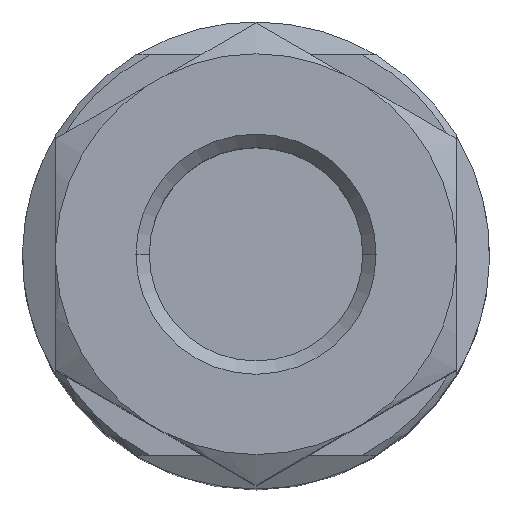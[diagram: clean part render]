
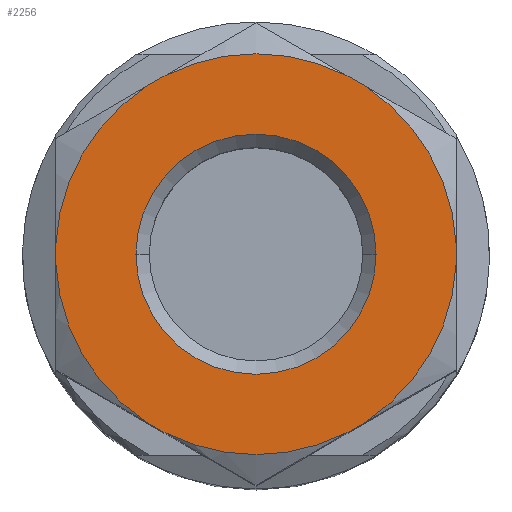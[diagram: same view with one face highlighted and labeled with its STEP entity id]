
A CAD part, top view. The second image highlights one B-rep face of the part: STEP entity #2256.
In plain terms, the highlighted planar face has unit normal (0, 0, 1).
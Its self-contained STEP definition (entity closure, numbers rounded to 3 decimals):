
#28 = DIRECTION ( 'NONE',  ( 0., 0., -1. ) ) ;
#38 = EDGE_CURVE ( 'NONE', #1876, #1522, #577, .T. ) ;
#73 = CARTESIAN_POINT ( 'NONE',  ( 15., -8.66, 26. ) ) ;
#91 = VERTEX_POINT ( 'NONE', #316 ) ;
#159 = DIRECTION ( 'NONE',  ( 0., 0., -1. ) ) ;
#235 = DIRECTION ( 'NONE',  ( 1., 0., 0. ) ) ;
#269 = CARTESIAN_POINT ( 'NONE',  ( 8.18, -12.598, 26. ) ) ;
#275 = CARTESIAN_POINT ( 'NONE',  ( -9., 0., 26. ) ) ;
#276 = CARTESIAN_POINT ( 'NONE',  ( -15., 8.66, 26. ) ) ;
#316 = CARTESIAN_POINT ( 'NONE',  ( 15., 0.785, 26. ) ) ;
#365 = VERTEX_POINT ( 'NONE', #269 ) ;
#399 = VECTOR ( 'NONE', #970, 1000. ) ;
#406 = ORIENTED_EDGE ( 'NONE', *, *, #3273, .T. ) ;
#442 = ORIENTED_EDGE ( 'NONE', *, *, #792, .F. ) ;
#458 = AXIS2_PLACEMENT_3D ( 'NONE', #2872, #2612, #235 ) ;
#476 = CARTESIAN_POINT ( 'NONE',  ( 0., 0., 26. ) ) ;
#503 = CIRCLE ( 'NONE', #2163, 15.021 ) ;
#528 = VERTEX_POINT ( 'NONE', #906 ) ;
#539 = DIRECTION ( 'NONE',  ( 0., 0., 1. ) ) ;
#545 = CARTESIAN_POINT ( 'NONE',  ( 0., 0., 26. ) ) ;
#577 = LINE ( 'NONE', #1858, #1542 ) ;
#579 = ORIENTED_EDGE ( 'NONE', *, *, #2615, .F. ) ;
#632 = ORIENTED_EDGE ( 'NONE', *, *, #2261, .T. ) ;
#718 = ORIENTED_EDGE ( 'NONE', *, *, #38, .T. ) ;
#719 = VECTOR ( 'NONE', #1631, 1000. ) ;
#792 = EDGE_CURVE ( 'NONE', #1876, #2159, #3368, .T. ) ;
#819 = CARTESIAN_POINT ( 'NONE',  ( 0., 17.321, 26. ) ) ;
#845 = CARTESIAN_POINT ( 'NONE',  ( 0., 0., 26. ) ) ;
#862 = EDGE_CURVE ( 'NONE', #1787, #91, #3381, .T. ) ;
#878 = CIRCLE ( 'NONE', #2668, 15.021 ) ;
#906 = CARTESIAN_POINT ( 'NONE',  ( 9., 0., 26. ) ) ;
#943 = ORIENTED_EDGE ( 'NONE', *, *, #1141, .T. ) ;
#955 = DIRECTION ( 'NONE',  ( 0., 0., 1. ) ) ;
#970 = DIRECTION ( 'NONE',  ( -0.866, 0.5, 0. ) ) ;
#986 = CARTESIAN_POINT ( 'NONE',  ( 15., 8.66, 26. ) ) ;
#987 = VECTOR ( 'NONE', #2395, 1000. ) ;
#1005 = ORIENTED_EDGE ( 'NONE', *, *, #2574, .F. ) ;
#1018 = CARTESIAN_POINT ( 'NONE',  ( 0., 0., 26. ) ) ;
#1052 = AXIS2_PLACEMENT_3D ( 'NONE', #1483, #159, #1450 ) ;
#1072 = VERTEX_POINT ( 'NONE', #2513 ) ;
#1099 = DIRECTION ( 'NONE',  ( 1., 0., 0. ) ) ;
#1113 = LINE ( 'NONE', #1705, #1223 ) ;
#1127 = DIRECTION ( 'NONE',  ( 0.866, 0.5, 0. ) ) ;
#1141 = EDGE_CURVE ( 'NONE', #1787, #1898, #1234, .T. ) ;
#1211 = AXIS2_PLACEMENT_3D ( 'NONE', #545, #28, #1595 ) ;
#1223 = VECTOR ( 'NONE', #1127, 1000. ) ;
#1234 = LINE ( 'NONE', #986, #399 ) ;
#1281 = CARTESIAN_POINT ( 'NONE',  ( -15., 0.785, 26. ) ) ;
#1299 = DIRECTION ( 'NONE',  ( 0., 0., -1. ) ) ;
#1307 = EDGE_LOOP ( 'NONE', ( #1005, #579 ) ) ;
#1365 = DIRECTION ( 'NONE',  ( 1., 0., 0. ) ) ;
#1376 = CARTESIAN_POINT ( 'NONE',  ( 0., 0., 26. ) ) ;
#1379 = ORIENTED_EDGE ( 'NONE', *, *, #2093, .T. ) ;
#1385 = CARTESIAN_POINT ( 'NONE',  ( 6.82, 13.383, 26. ) ) ;
#1386 = AXIS2_PLACEMENT_3D ( 'NONE', #476, #955, #3078 ) ;
#1450 = DIRECTION ( 'NONE',  ( 1., 0., 0. ) ) ;
#1483 = CARTESIAN_POINT ( 'NONE',  ( 0., 0., 26. ) ) ;
#1508 = EDGE_CURVE ( 'NONE', #1657, #2159, #2650, .T. ) ;
#1522 = VERTEX_POINT ( 'NONE', #3074 ) ;
#1542 = VECTOR ( 'NONE', #1607, 1000. ) ;
#1574 = ORIENTED_EDGE ( 'NONE', *, *, #862, .F. ) ;
#1595 = DIRECTION ( 'NONE',  ( -1., 0., 0. ) ) ;
#1607 = DIRECTION ( 'NONE',  ( 0.866, -0.5, 0. ) ) ;
#1612 = CIRCLE ( 'NONE', #458, 9. ) ;
#1631 = DIRECTION ( 'NONE',  ( 0., 1., 0. ) ) ;
#1657 = VERTEX_POINT ( 'NONE', #1281 ) ;
#1674 = ORIENTED_EDGE ( 'NONE', *, *, #1796, .F. ) ;
#1705 = CARTESIAN_POINT ( 'NONE',  ( 0., -17.321, 26. ) ) ;
#1787 = VERTEX_POINT ( 'NONE', #2463 ) ;
#1796 = EDGE_CURVE ( 'NONE', #2193, #1898, #503, .T. ) ;
#1838 = EDGE_CURVE ( 'NONE', #2564, #365, #2770, .T. ) ;
#1858 = CARTESIAN_POINT ( 'NONE',  ( -15., -8.66, 26. ) ) ;
#1865 = DIRECTION ( 'NONE',  ( 1., 0., 0. ) ) ;
#1875 = EDGE_CURVE ( 'NONE', #1657, #2004, #2600, .T. ) ;
#1876 = VERTEX_POINT ( 'NONE', #2654 ) ;
#1897 = AXIS2_PLACEMENT_3D ( 'NONE', #1018, #1299, #2720 ) ;
#1898 = VERTEX_POINT ( 'NONE', #1385 ) ;
#1928 = EDGE_LOOP ( 'NONE', ( #2644, #632, #1574, #943, #1674, #1379, #2868, #2480, #442, #718, #2695, #406 ) ) ;
#2004 = VERTEX_POINT ( 'NONE', #2739 ) ;
#2034 = CARTESIAN_POINT ( 'NONE',  ( -15., -0.785, 26. ) ) ;
#2093 = EDGE_CURVE ( 'NONE', #2193, #2004, #2563, .T. ) ;
#2159 = VERTEX_POINT ( 'NONE', #2034 ) ;
#2163 = AXIS2_PLACEMENT_3D ( 'NONE', #845, #2726, #1365 ) ;
#2181 = VERTEX_POINT ( 'NONE', #275 ) ;
#2193 = VERTEX_POINT ( 'NONE', #2412 ) ;
#2222 = CIRCLE ( 'NONE', #1386, 9. ) ;
#2256 = ADVANCED_FACE ( 'NONE', ( #2649, #2393 ), #2985, .T. ) ;
#2261 = EDGE_CURVE ( 'NONE', #2564, #91, #2721, .T. ) ;
#2274 = AXIS2_PLACEMENT_3D ( 'NONE', #2692, #2433, #1865 ) ;
#2284 = EDGE_CURVE ( 'NONE', #1072, #1522, #878, .T. ) ;
#2393 = FACE_OUTER_BOUND ( 'NONE', #1928, .T. ) ;
#2395 = DIRECTION ( 'NONE',  ( 0., -1., 0. ) ) ;
#2412 = CARTESIAN_POINT ( 'NONE',  ( -6.82, 13.383, 26. ) ) ;
#2433 = DIRECTION ( 'NONE',  ( 0., 0., -1. ) ) ;
#2463 = CARTESIAN_POINT ( 'NONE',  ( 8.18, 12.598, 26. ) ) ;
#2480 = ORIENTED_EDGE ( 'NONE', *, *, #1508, .T. ) ;
#2513 = CARTESIAN_POINT ( 'NONE',  ( 6.82, -13.383, 26. ) ) ;
#2546 = VECTOR ( 'NONE', #3357, 1000. ) ;
#2563 = LINE ( 'NONE', #2579, #2546 ) ;
#2564 = VERTEX_POINT ( 'NONE', #2843 ) ;
#2574 = EDGE_CURVE ( 'NONE', #528, #2181, #2222, .T. ) ;
#2579 = CARTESIAN_POINT ( 'NONE',  ( 0., 17.321, 26. ) ) ;
#2600 = CIRCLE ( 'NONE', #1211, 15.021 ) ;
#2612 = DIRECTION ( 'NONE',  ( 0., 0., 1. ) ) ;
#2615 = EDGE_CURVE ( 'NONE', #2181, #528, #1612, .T. ) ;
#2644 = ORIENTED_EDGE ( 'NONE', *, *, #1838, .F. ) ;
#2649 = FACE_BOUND ( 'NONE', #1307, .T. ) ;
#2650 = LINE ( 'NONE', #276, #987 ) ;
#2654 = CARTESIAN_POINT ( 'NONE',  ( -8.18, -12.598, 26. ) ) ;
#2668 = AXIS2_PLACEMENT_3D ( 'NONE', #1376, #3174, #1099 ) ;
#2692 = CARTESIAN_POINT ( 'NONE',  ( 0., 0., 26. ) ) ;
#2695 = ORIENTED_EDGE ( 'NONE', *, *, #2284, .F. ) ;
#2720 = DIRECTION ( 'NONE',  ( 1., 0., 0. ) ) ;
#2721 = LINE ( 'NONE', #73, #719 ) ;
#2726 = DIRECTION ( 'NONE',  ( 0., 0., -1. ) ) ;
#2739 = CARTESIAN_POINT ( 'NONE',  ( -8.18, 12.598, 26. ) ) ;
#2770 = CIRCLE ( 'NONE', #2274, 15.021 ) ;
#2843 = CARTESIAN_POINT ( 'NONE',  ( 15., -0.785, 26. ) ) ;
#2868 = ORIENTED_EDGE ( 'NONE', *, *, #1875, .F. ) ;
#2872 = CARTESIAN_POINT ( 'NONE',  ( 0., 0., 26. ) ) ;
#2955 = DIRECTION ( 'NONE',  ( 1., 0., 0. ) ) ;
#2985 = PLANE ( 'NONE',  #3047 ) ;
#3047 = AXIS2_PLACEMENT_3D ( 'NONE', #819, #539, #2955 ) ;
#3074 = CARTESIAN_POINT ( 'NONE',  ( -6.82, -13.383, 26. ) ) ;
#3078 = DIRECTION ( 'NONE',  ( 1., 0., 0. ) ) ;
#3174 = DIRECTION ( 'NONE',  ( 0., 0., -1. ) ) ;
#3273 = EDGE_CURVE ( 'NONE', #1072, #365, #1113, .T. ) ;
#3357 = DIRECTION ( 'NONE',  ( -0.866, -0.5, 0. ) ) ;
#3368 = CIRCLE ( 'NONE', #1052, 15.021 ) ;
#3381 = CIRCLE ( 'NONE', #1897, 15.021 ) ;
